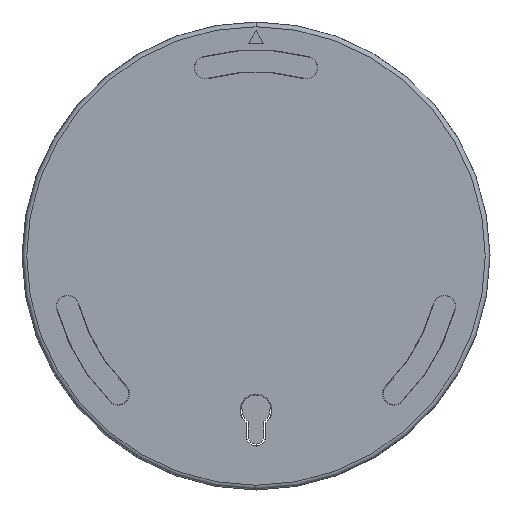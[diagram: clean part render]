
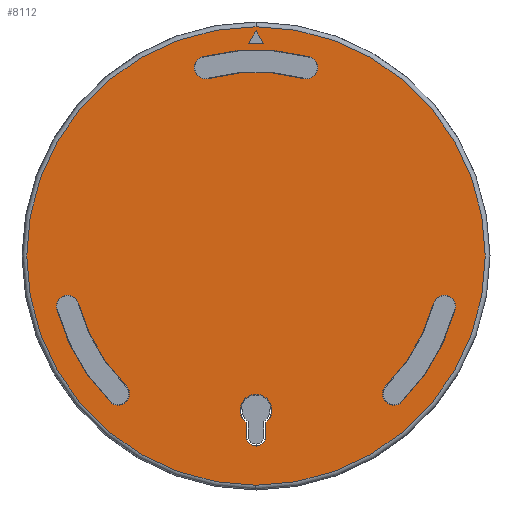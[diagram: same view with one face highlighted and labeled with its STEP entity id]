
A CAD part, front view. The second image highlights one B-rep face of the part: STEP entity #8112.
In plain terms, the highlighted planar face has unit normal (0, -1, 0).
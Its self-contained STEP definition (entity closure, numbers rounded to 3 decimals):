
#2366=CARTESIAN_POINT('',(0.,-13.2,-41.604));
#2367=DIRECTION('',(0.,-1.,0.));
#2368=DIRECTION('',(-1.,0.,0.));
#2369=AXIS2_PLACEMENT_3D('',#2366,#2367,#2368);
#2371=DIRECTION('',(0.,0.,1.));
#2372=VECTOR('',#2371,3.114);
#2373=CARTESIAN_POINT('',(2.275,-13.2,-41.604));
#2374=LINE('',#2373,#2372);
#2375=CARTESIAN_POINT('',(0.,-13.2,-35.604));
#2376=DIRECTION('',(0.,-1.,0.));
#2377=DIRECTION('',(0.619,0.,-0.785));
#2378=AXIS2_PLACEMENT_3D('',#2375,#2376,#2377);
#2380=DIRECTION('',(0.,0.,-1.));
#2381=VECTOR('',#2380,3.114);
#2382=CARTESIAN_POINT('',(-2.275,-13.2,-38.49));
#2383=LINE('',#2382,#2381);
#2384=CARTESIAN_POINT('',(11.647,-13.2,43.467));
#2385=DIRECTION('',(0.,-1.,0.));
#2386=DIRECTION('',(-0.259,0.,-0.966));
#2387=AXIS2_PLACEMENT_3D('',#2384,#2385,#2386);
#2389=CARTESIAN_POINT('',(0.,-13.2,0.));
#2390=DIRECTION('',(0.,-1.,0.));
#2391=DIRECTION('',(0.259,0.,0.966));
#2392=AXIS2_PLACEMENT_3D('',#2389,#2390,#2391);
#2394=CARTESIAN_POINT('',(-11.647,-13.2,43.467));
#2395=DIRECTION('',(0.,-1.,0.));
#2396=DIRECTION('',(-0.259,0.,0.966));
#2397=AXIS2_PLACEMENT_3D('',#2394,#2395,#2396);
#2399=CARTESIAN_POINT('',(0.,-13.2,0.));
#2400=DIRECTION('',(0.,-1.,0.));
#2401=DIRECTION('',(0.259,0.,0.966));
#2402=AXIS2_PLACEMENT_3D('',#2399,#2400,#2401);
#2404=CARTESIAN_POINT('',(-43.467,-13.2,-11.647));
#2405=DIRECTION('',(0.,-1.,0.));
#2406=DIRECTION('',(0.966,0.,0.259));
#2407=AXIS2_PLACEMENT_3D('',#2404,#2405,#2406);
#2409=CARTESIAN_POINT('',(0.,-13.2,0.));
#2410=DIRECTION('',(0.,-1.,0.));
#2411=DIRECTION('',(-0.966,0.,-0.259));
#2412=AXIS2_PLACEMENT_3D('',#2409,#2410,#2411);
#2414=CARTESIAN_POINT('',(-31.82,-13.2,-31.82));
#2415=DIRECTION('',(0.,-1.,0.));
#2416=DIRECTION('',(-0.707,0.,-0.707));
#2417=AXIS2_PLACEMENT_3D('',#2414,#2415,#2416);
#2419=CARTESIAN_POINT('',(0.,-13.2,0.));
#2420=DIRECTION('',(0.,-1.,0.));
#2421=DIRECTION('',(-0.966,0.,-0.259));
#2422=AXIS2_PLACEMENT_3D('',#2419,#2420,#2421);
#2424=CARTESIAN_POINT('',(31.82,-13.2,-31.82));
#2425=DIRECTION('',(0.,-1.,0.));
#2426=DIRECTION('',(-0.707,0.,0.707));
#2427=AXIS2_PLACEMENT_3D('',#2424,#2425,#2426);
#2429=CARTESIAN_POINT('',(0.,-13.2,0.));
#2430=DIRECTION('',(0.,-1.,0.));
#2431=DIRECTION('',(0.707,0.,-0.707));
#2432=AXIS2_PLACEMENT_3D('',#2429,#2430,#2431);
#2434=CARTESIAN_POINT('',(43.467,-13.2,-11.647));
#2435=DIRECTION('',(0.,-1.,0.));
#2436=DIRECTION('',(0.966,0.,-0.259));
#2437=AXIS2_PLACEMENT_3D('',#2434,#2435,#2436);
#2439=CARTESIAN_POINT('',(0.,-13.2,0.));
#2440=DIRECTION('',(0.,-1.,0.));
#2441=DIRECTION('',(0.707,0.,-0.707));
#2442=AXIS2_PLACEMENT_3D('',#2439,#2440,#2441);
#2444=DIRECTION('',(-0.5,0.,-0.866));
#2445=VECTOR('',#2444,3.464);
#2446=CARTESIAN_POINT('',(0.,-13.2,52.));
#2447=LINE('',#2446,#2445);
#2448=DIRECTION('',(1.,0.,0.));
#2449=VECTOR('',#2448,3.464);
#2450=CARTESIAN_POINT('',(-1.732,-13.2,49.));
#2451=LINE('',#2450,#2449);
#2452=DIRECTION('',(-0.5,0.,0.866));
#2453=VECTOR('',#2452,3.464);
#2454=CARTESIAN_POINT('',(1.732,-13.2,49.));
#2455=LINE('',#2454,#2453);
#2456=CARTESIAN_POINT('',(0.,-13.2,0.));
#2457=DIRECTION('',(0.,-1.,0.));
#2458=DIRECTION('',(0.,0.,-1.));
#2459=AXIS2_PLACEMENT_3D('',#2456,#2457,#2458);
#2461=CARTESIAN_POINT('',(0.,-13.2,0.));
#2462=DIRECTION('',(0.,-1.,0.));
#2463=DIRECTION('',(0.,0.,1.));
#2464=AXIS2_PLACEMENT_3D('',#2461,#2462,#2463);
#4761=CARTESIAN_POINT('',(0.,-13.2,52.));
#4762=CARTESIAN_POINT('',(-1.732,-13.2,49.));
#4763=VERTEX_POINT('',#4761);
#4764=VERTEX_POINT('',#4762);
#4765=CARTESIAN_POINT('',(1.732,-13.2,49.));
#4766=VERTEX_POINT('',#4765);
#5255=CARTESIAN_POINT('',(0.,-13.2,-52.905));
#5256=CARTESIAN_POINT('',(0.,-13.2,52.905));
#5257=VERTEX_POINT('',#5255);
#5258=VERTEX_POINT('',#5256);
#5263=CARTESIAN_POINT('',(-2.275,-13.2,-41.604));
#5264=CARTESIAN_POINT('',(2.275,-13.2,-41.604));
#5265=VERTEX_POINT('',#5263);
#5266=VERTEX_POINT('',#5264);
#5267=CARTESIAN_POINT('',(2.275,-13.2,-38.49));
#5268=VERTEX_POINT('',#5267);
#5269=CARTESIAN_POINT('',(-2.275,-13.2,-38.49));
#5270=VERTEX_POINT('',#5269);
#5287=CARTESIAN_POINT('',(10.973,-13.2,40.952));
#5288=CARTESIAN_POINT('',(12.321,-13.2,45.981));
#5289=VERTEX_POINT('',#5287);
#5290=VERTEX_POINT('',#5288);
#5291=CARTESIAN_POINT('',(-12.321,-13.2,45.981));
#5292=VERTEX_POINT('',#5291);
#5293=CARTESIAN_POINT('',(-10.973,-13.2,40.952));
#5294=VERTEX_POINT('',#5293);
#5303=CARTESIAN_POINT('',(-40.952,-13.2,-10.973));
#5304=CARTESIAN_POINT('',(-45.981,-13.2,-12.321));
#5305=VERTEX_POINT('',#5303);
#5306=VERTEX_POINT('',#5304);
#5307=CARTESIAN_POINT('',(-33.661,-13.2,-33.661));
#5308=VERTEX_POINT('',#5307);
#5309=CARTESIAN_POINT('',(-29.979,-13.2,-29.979));
#5310=VERTEX_POINT('',#5309);
#5319=CARTESIAN_POINT('',(29.979,-13.2,-29.979));
#5320=CARTESIAN_POINT('',(33.661,-13.2,-33.661));
#5321=VERTEX_POINT('',#5319);
#5322=VERTEX_POINT('',#5320);
#5323=CARTESIAN_POINT('',(45.981,-13.2,-12.321));
#5324=VERTEX_POINT('',#5323);
#5325=CARTESIAN_POINT('',(40.952,-13.2,-10.973));
#5326=VERTEX_POINT('',#5325);
#8054=CARTESIAN_POINT('',(0.,-13.2,0.));
#8055=DIRECTION('',(0.,-1.,0.));
#8056=DIRECTION('',(0.,0.,1.));
#8057=AXIS2_PLACEMENT_3D('',#8054,#8055,#8056);
#8058=PLANE('',#8057);
#8060=ORIENTED_EDGE('',*,*,#8059,.F.);
#8061=ORIENTED_EDGE('',*,*,#8044,.F.);
#8062=EDGE_LOOP('',(#8060,#8061));
#8063=FACE_OUTER_BOUND('',#8062,.F.);
#8065=ORIENTED_EDGE('',*,*,#8064,.T.);
#8067=ORIENTED_EDGE('',*,*,#8066,.T.);
#8069=ORIENTED_EDGE('',*,*,#8068,.T.);
#8071=ORIENTED_EDGE('',*,*,#8070,.F.);
#8072=EDGE_LOOP('',(#8065,#8067,#8069,#8071));
#8073=FACE_BOUND('',#8072,.F.);
#8075=ORIENTED_EDGE('',*,*,#8074,.T.);
#8077=ORIENTED_EDGE('',*,*,#8076,.T.);
#8079=ORIENTED_EDGE('',*,*,#8078,.T.);
#8081=ORIENTED_EDGE('',*,*,#8080,.F.);
#8082=EDGE_LOOP('',(#8075,#8077,#8079,#8081));
#8083=FACE_BOUND('',#8082,.F.);
#8085=ORIENTED_EDGE('',*,*,#8084,.T.);
#8087=ORIENTED_EDGE('',*,*,#8086,.T.);
#8089=ORIENTED_EDGE('',*,*,#8088,.T.);
#8091=ORIENTED_EDGE('',*,*,#8090,.F.);
#8092=EDGE_LOOP('',(#8085,#8087,#8089,#8091));
#8093=FACE_BOUND('',#8092,.F.);
#8095=ORIENTED_EDGE('',*,*,#8094,.T.);
#8097=ORIENTED_EDGE('',*,*,#8096,.T.);
#8099=ORIENTED_EDGE('',*,*,#8098,.T.);
#8100=EDGE_LOOP('',(#8095,#8097,#8099));
#8101=FACE_BOUND('',#8100,.F.);
#8103=ORIENTED_EDGE('',*,*,#8102,.T.);
#8105=ORIENTED_EDGE('',*,*,#8104,.T.);
#8107=ORIENTED_EDGE('',*,*,#8106,.T.);
#8109=ORIENTED_EDGE('',*,*,#8108,.T.);
#8110=EDGE_LOOP('',(#8103,#8105,#8107,#8109));
#8111=FACE_BOUND('',#8110,.F.);
#8112=ADVANCED_FACE('',(#8063,#8073,#8083,#8093,#8101,#8111),#8058,.T.);
#2370=CIRCLE('',#2369,2.275);
#2379=CIRCLE('',#2378,3.675);
#2388=CIRCLE('',#2387,2.603);
#2393=CIRCLE('',#2392,47.603);
#2398=CIRCLE('',#2397,2.603);
#2403=CIRCLE('',#2402,42.397);
#2408=CIRCLE('',#2407,2.603);
#2413=CIRCLE('',#2412,47.603);
#2418=CIRCLE('',#2417,2.603);
#2423=CIRCLE('',#2422,42.397);
#2428=CIRCLE('',#2427,2.603);
#2433=CIRCLE('',#2432,47.603);
#2438=CIRCLE('',#2437,2.603);
#2443=CIRCLE('',#2442,42.397);
#2460=CIRCLE('',#2459,52.905);
#2465=CIRCLE('',#2464,52.905);
#8044=EDGE_CURVE('',#5258,#5257,#2465,.T.);
#8059=EDGE_CURVE('',#5257,#5258,#2460,.T.);
#8064=EDGE_CURVE('',#5289,#5290,#2388,.T.);
#8066=EDGE_CURVE('',#5290,#5292,#2393,.T.);
#8068=EDGE_CURVE('',#5292,#5294,#2398,.T.);
#8070=EDGE_CURVE('',#5289,#5294,#2403,.T.);
#8074=EDGE_CURVE('',#5305,#5306,#2408,.T.);
#8076=EDGE_CURVE('',#5306,#5308,#2413,.T.);
#8078=EDGE_CURVE('',#5308,#5310,#2418,.T.);
#8080=EDGE_CURVE('',#5305,#5310,#2423,.T.);
#8084=EDGE_CURVE('',#5321,#5322,#2428,.T.);
#8086=EDGE_CURVE('',#5322,#5324,#2433,.T.);
#8088=EDGE_CURVE('',#5324,#5326,#2438,.T.);
#8090=EDGE_CURVE('',#5321,#5326,#2443,.T.);
#8094=EDGE_CURVE('',#4763,#4764,#2447,.T.);
#8096=EDGE_CURVE('',#4764,#4766,#2451,.T.);
#8098=EDGE_CURVE('',#4766,#4763,#2455,.T.);
#8102=EDGE_CURVE('',#5265,#5266,#2370,.T.);
#8104=EDGE_CURVE('',#5266,#5268,#2374,.T.);
#8106=EDGE_CURVE('',#5268,#5270,#2379,.T.);
#8108=EDGE_CURVE('',#5270,#5265,#2383,.T.);
